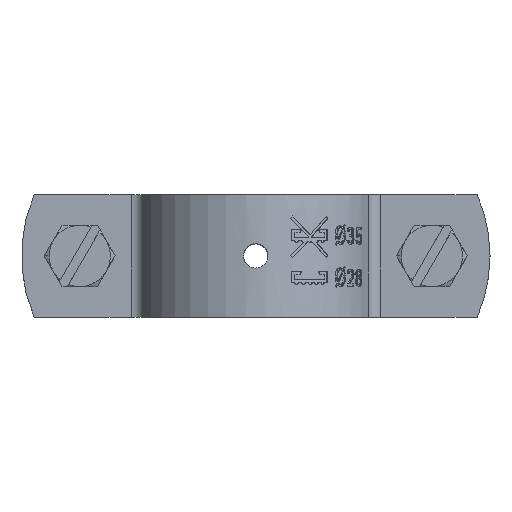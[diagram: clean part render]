
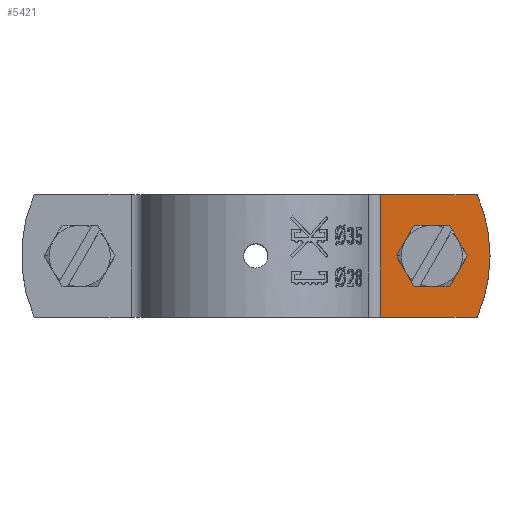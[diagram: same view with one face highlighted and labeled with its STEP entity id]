
A CAD part, top view. The second image highlights one B-rep face of the part: STEP entity #5421.
In plain terms, the highlighted planar face has unit normal (0, 0, 1).
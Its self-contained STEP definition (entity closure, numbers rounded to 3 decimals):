
#296 = DIRECTION ( 'NONE',  ( 1., 0., 0. ) ) ;
#520 = VECTOR ( 'NONE', #28030, 1000. ) ;
#1248 = CIRCLE ( 'NONE', #14582, 4.5 ) ;
#1373 = VERTEX_POINT ( 'NONE', #7186 ) ;
#1375 = DIRECTION ( 'NONE',  ( 0., 0., 1. ) ) ;
#1406 = AXIS2_PLACEMENT_3D ( 'NONE', #13880, #13452, #9278 ) ;
#1766 = VECTOR ( 'NONE', #20803, 1000. ) ;
#1867 = EDGE_CURVE ( 'NONE', #12857, #20541, #16299, .T. ) ;
#2057 = CARTESIAN_POINT ( 'NONE',  ( 28.741, 0., 5. ) ) ;
#2476 = CARTESIAN_POINT ( 'NONE',  ( 25.913, 3.5, 5. ) ) ;
#2982 = EDGE_CURVE ( 'NONE', #13047, #16555, #1248, .T. ) ;
#2985 = LINE ( 'NONE', #14184, #1766 ) ;
#3582 = FACE_OUTER_BOUND ( 'NONE', #17013, .T. ) ;
#3940 = CARTESIAN_POINT ( 'NONE',  ( 38.241, 0., 5. ) ) ;
#4546 = VERTEX_POINT ( 'NONE', #3940 ) ;
#5057 = ORIENTED_EDGE ( 'NONE', *, *, #1867, .T. ) ;
#5421 = ADVANCED_FACE ( 'NONE', ( #23279, #3582 ), #12344, .F. ) ;
#5504 = DIRECTION ( 'NONE',  ( 1., 0., 0. ) ) ;
#5961 = DIRECTION ( 'NONE',  ( 0., 0., 1. ) ) ;
#6442 = CARTESIAN_POINT ( 'NONE',  ( 20.329, 10., 5. ) ) ;
#6453 = EDGE_CURVE ( 'NONE', #1373, #13047, #2985, .T. ) ;
#6629 = EDGE_CURVE ( 'NONE', #6769, #1373, #8196, .T. ) ;
#6769 = VERTEX_POINT ( 'NONE', #10299 ) ;
#7186 = CARTESIAN_POINT ( 'NONE',  ( 31.569, 3.5, 5. ) ) ;
#7953 = CARTESIAN_POINT ( 'NONE',  ( 31.569, -3.5, 5. ) ) ;
#8174 = DIRECTION ( 'NONE',  ( 1., 0., 0. ) ) ;
#8196 = CIRCLE ( 'NONE', #11875, 4.5 ) ;
#8272 = LINE ( 'NONE', #17028, #10639 ) ;
#8832 = CIRCLE ( 'NONE', #27683, 25. ) ;
#8974 = VERTEX_POINT ( 'NONE', #18073 ) ;
#9278 = DIRECTION ( 'NONE',  ( -1., 0., 0. ) ) ;
#10299 = CARTESIAN_POINT ( 'NONE',  ( 33.241, 0., 5. ) ) ;
#10461 = LINE ( 'NONE', #28176, #520 ) ;
#10639 = VECTOR ( 'NONE', #15305, 1000. ) ;
#10664 = CIRCLE ( 'NONE', #20321, 25. ) ;
#10883 = DIRECTION ( 'NONE',  ( 0., 0., -1. ) ) ;
#10953 = DIRECTION ( 'NONE',  ( 0., 0., -1. ) ) ;
#11114 = EDGE_LOOP ( 'NONE', ( #17215, #23799, #19877, #24020, #18699 ) ) ;
#11875 = AXIS2_PLACEMENT_3D ( 'NONE', #13903, #1375, #27869 ) ;
#12344 = PLANE ( 'NONE',  #15518 ) ;
#12398 = CARTESIAN_POINT ( 'NONE',  ( 20.329, 10., 5. ) ) ;
#12857 = VERTEX_POINT ( 'NONE', #16190 ) ;
#13000 = CARTESIAN_POINT ( 'NONE',  ( 36.154, 10., 5. ) ) ;
#13047 = VERTEX_POINT ( 'NONE', #2476 ) ;
#13356 = CIRCLE ( 'NONE', #1406, 4.5 ) ;
#13452 = DIRECTION ( 'NONE',  ( 0., 0., 1. ) ) ;
#13880 = CARTESIAN_POINT ( 'NONE',  ( 28.741, 0., 5. ) ) ;
#13903 = CARTESIAN_POINT ( 'NONE',  ( 28.741, 0., 5. ) ) ;
#14184 = CARTESIAN_POINT ( 'NONE',  ( 31.569, 3.5, 5. ) ) ;
#14202 = EDGE_CURVE ( 'NONE', #4546, #8974, #8832, .T. ) ;
#14283 = DIRECTION ( 'NONE',  ( 0., -1., 0. ) ) ;
#14582 = AXIS2_PLACEMENT_3D ( 'NONE', #2057, #5961, #17007 ) ;
#15233 = ORIENTED_EDGE ( 'NONE', *, *, #14202, .F. ) ;
#15305 = DIRECTION ( 'NONE',  ( 1., 0., 0. ) ) ;
#15518 = AXIS2_PLACEMENT_3D ( 'NONE', #6442, #10883, #28310 ) ;
#16190 = CARTESIAN_POINT ( 'NONE',  ( 20.329, 10., 5. ) ) ;
#16299 = LINE ( 'NONE', #25379, #27910 ) ;
#16555 = VERTEX_POINT ( 'NONE', #27312 ) ;
#16856 = VERTEX_POINT ( 'NONE', #13000 ) ;
#17007 = DIRECTION ( 'NONE',  ( -1., 0., 0. ) ) ;
#17013 = EDGE_LOOP ( 'NONE', ( #27155, #15233, #19484, #18405, #5057 ) ) ;
#17028 = CARTESIAN_POINT ( 'NONE',  ( 20.329, -10., 5. ) ) ;
#17215 = ORIENTED_EDGE ( 'NONE', *, *, #19402, .F. ) ;
#17465 = CARTESIAN_POINT ( 'NONE',  ( 20.329, -10., 5. ) ) ;
#17472 = EDGE_CURVE ( 'NONE', #18102, #6769, #13356, .T. ) ;
#18073 = CARTESIAN_POINT ( 'NONE',  ( 36.154, -10., 5. ) ) ;
#18102 = VERTEX_POINT ( 'NONE', #7953 ) ;
#18405 = ORIENTED_EDGE ( 'NONE', *, *, #23341, .F. ) ;
#18699 = ORIENTED_EDGE ( 'NONE', *, *, #17472, .F. ) ;
#19105 = CARTESIAN_POINT ( 'NONE',  ( 13.241, 0., 5. ) ) ;
#19402 = EDGE_CURVE ( 'NONE', #16555, #18102, #10461, .T. ) ;
#19484 = ORIENTED_EDGE ( 'NONE', *, *, #24977, .F. ) ;
#19877 = ORIENTED_EDGE ( 'NONE', *, *, #6453, .F. ) ;
#20321 = AXIS2_PLACEMENT_3D ( 'NONE', #22178, #10953, #296 ) ;
#20541 = VERTEX_POINT ( 'NONE', #17465 ) ;
#20803 = DIRECTION ( 'NONE',  ( -1., 0., 0. ) ) ;
#22178 = CARTESIAN_POINT ( 'NONE',  ( 13.241, 0., 5. ) ) ;
#23279 = FACE_BOUND ( 'NONE', #11114, .T. ) ;
#23341 = EDGE_CURVE ( 'NONE', #12857, #16856, #25776, .T. ) ;
#23510 = VECTOR ( 'NONE', #5504, 1000. ) ;
#23799 = ORIENTED_EDGE ( 'NONE', *, *, #2982, .F. ) ;
#24020 = ORIENTED_EDGE ( 'NONE', *, *, #6629, .F. ) ;
#24707 = EDGE_CURVE ( 'NONE', #20541, #8974, #8272, .T. ) ;
#24977 = EDGE_CURVE ( 'NONE', #16856, #4546, #10664, .T. ) ;
#25164 = DIRECTION ( 'NONE',  ( 0., 0., -1. ) ) ;
#25379 = CARTESIAN_POINT ( 'NONE',  ( 20.329, 10., 5. ) ) ;
#25776 = LINE ( 'NONE', #12398, #23510 ) ;
#27155 = ORIENTED_EDGE ( 'NONE', *, *, #24707, .T. ) ;
#27312 = CARTESIAN_POINT ( 'NONE',  ( 25.913, -3.5, 5. ) ) ;
#27683 = AXIS2_PLACEMENT_3D ( 'NONE', #19105, #25164, #8174 ) ;
#27869 = DIRECTION ( 'NONE',  ( -1., 0., 0. ) ) ;
#27910 = VECTOR ( 'NONE', #14283, 1000. ) ;
#28030 = DIRECTION ( 'NONE',  ( 1., 0., 0. ) ) ;
#28176 = CARTESIAN_POINT ( 'NONE',  ( 25.913, -3.5, 5. ) ) ;
#28310 = DIRECTION ( 'NONE',  ( -1., 0., 0. ) ) ;
